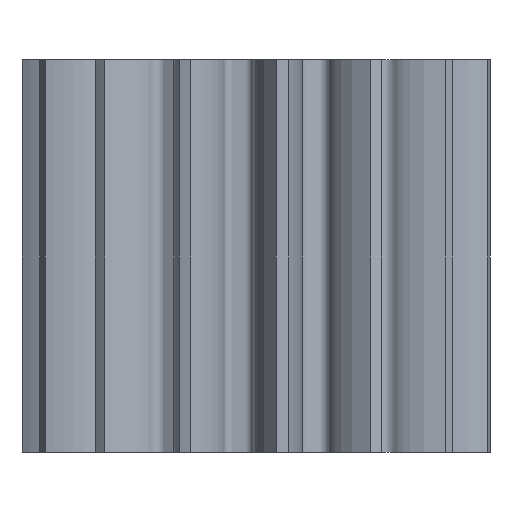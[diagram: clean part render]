
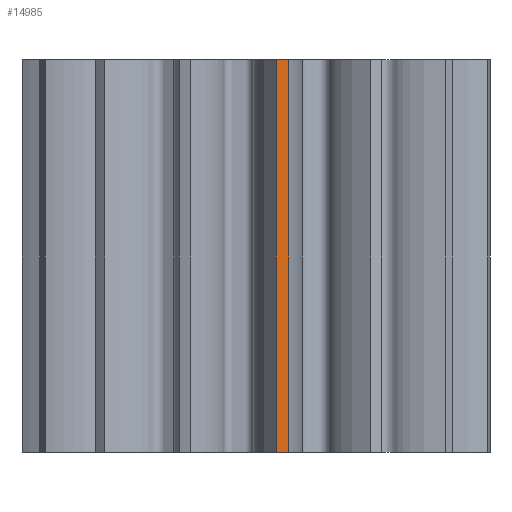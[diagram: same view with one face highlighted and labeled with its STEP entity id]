
A CAD part, front view. The second image highlights one B-rep face of the part: STEP entity #14985.
In plain terms, the highlighted cylindrical face has radius 11.453 mm (diameter 22.907 mm), a partial arc.
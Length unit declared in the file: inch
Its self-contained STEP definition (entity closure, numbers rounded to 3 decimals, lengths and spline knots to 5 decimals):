
#325 = CARTESIAN_POINT ( 'NONE',  ( 0., 0., 0. ) ) ;
#880 = AXIS2_PLACEMENT_3D ( 'NONE', #15559, #9894, #14229 ) ;
#1036 = VERTEX_POINT ( 'NONE', #16112 ) ;
#1184 = LINE ( 'NONE', #10563, #9703 ) ;
#2762 = LINE ( 'NONE', #14975, #2860 ) ;
#2860 = VECTOR ( 'NONE', #4662, 39.37008 ) ;
#3662 = VERTEX_POINT ( 'NONE', #6156 ) ;
#4470 = CYLINDRICAL_SURFACE ( 'NONE', #11185, 0.45092 ) ;
#4662 = DIRECTION ( 'NONE',  ( 0., 0., -1. ) ) ;
#5147 = VERTEX_POINT ( 'NONE', #8708 ) ;
#5242 = EDGE_CURVE ( 'NONE', #1036, #3662, #1184, .T. ) ;
#5726 = EDGE_CURVE ( 'NONE', #1036, #9583, #8586, .T. ) ;
#6156 = CARTESIAN_POINT ( 'NONE',  ( 0.03528, -0.44954, -0.375 ) ) ;
#7209 = EDGE_LOOP ( 'NONE', ( #16353, #17068, #15171, #16531 ) ) ;
#7935 = EDGE_CURVE ( 'NONE', #3662, #5147, #8510, .T. ) ;
#8510 = CIRCLE ( 'NONE', #880, 0.45092 ) ;
#8586 = CIRCLE ( 'NONE', #13388, 0.45092 ) ;
#8708 = CARTESIAN_POINT ( 'NONE',  ( 0.05896, -0.44705, -0.375 ) ) ;
#9583 = VERTEX_POINT ( 'NONE', #12296 ) ;
#9703 = VECTOR ( 'NONE', #11803, 39.37008 ) ;
#9894 = DIRECTION ( 'NONE',  ( 0., 0., 1. ) ) ;
#10563 = CARTESIAN_POINT ( 'NONE',  ( 0.03528, -0.44954, 0.375 ) ) ;
#10974 = DIRECTION ( 'NONE',  ( 0., 0., 1. ) ) ;
#11115 = FACE_OUTER_BOUND ( 'NONE', #7209, .T. ) ;
#11185 = AXIS2_PLACEMENT_3D ( 'NONE', #325, #16449, #14934 ) ;
#11803 = DIRECTION ( 'NONE',  ( 0., 0., -1. ) ) ;
#12296 = CARTESIAN_POINT ( 'NONE',  ( 0.05896, -0.44705, 0.375 ) ) ;
#12394 = EDGE_CURVE ( 'NONE', #9583, #5147, #2762, .T. ) ;
#13388 = AXIS2_PLACEMENT_3D ( 'NONE', #14790, #10974, #13721 ) ;
#13721 = DIRECTION ( 'NONE',  ( 1., 0., 0. ) ) ;
#14229 = DIRECTION ( 'NONE',  ( 1., 0., 0. ) ) ;
#14790 = CARTESIAN_POINT ( 'NONE',  ( 0., 0., 0.375 ) ) ;
#14934 = DIRECTION ( 'NONE',  ( 1., 0., 0. ) ) ;
#14975 = CARTESIAN_POINT ( 'NONE',  ( 0.05896, -0.44705, 0.375 ) ) ;
#14985 = ADVANCED_FACE ( 'NONE', ( #11115 ), #4470, .T. ) ;
#15171 = ORIENTED_EDGE ( 'NONE', *, *, #12394, .F. ) ;
#15559 = CARTESIAN_POINT ( 'NONE',  ( 0., 0., -0.375 ) ) ;
#16112 = CARTESIAN_POINT ( 'NONE',  ( 0.03528, -0.44954, 0.375 ) ) ;
#16353 = ORIENTED_EDGE ( 'NONE', *, *, #5242, .T. ) ;
#16449 = DIRECTION ( 'NONE',  ( 0., 0., 1. ) ) ;
#16531 = ORIENTED_EDGE ( 'NONE', *, *, #5726, .F. ) ;
#17068 = ORIENTED_EDGE ( 'NONE', *, *, #7935, .T. ) ;
